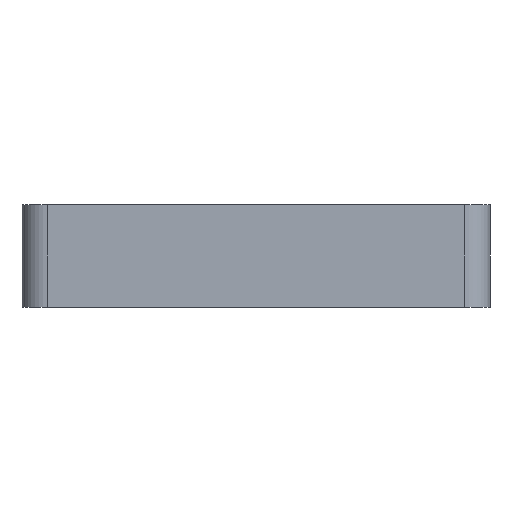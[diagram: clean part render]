
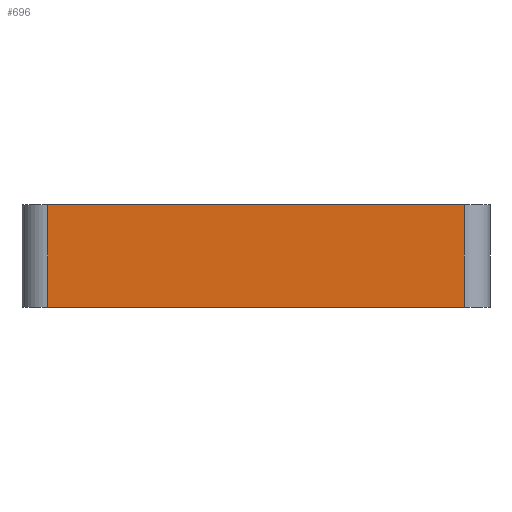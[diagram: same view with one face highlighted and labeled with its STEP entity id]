
A CAD part, left-side view. The second image highlights one B-rep face of the part: STEP entity #696.
In plain terms, the highlighted planar face has unit normal (-1, 0, 0).
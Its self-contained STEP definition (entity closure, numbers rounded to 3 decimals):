
#29 = LINE ( 'NONE', #1308, #1429 ) ;
#47 = CARTESIAN_POINT ( 'NONE',  ( -70., -24.5, 12. ) ) ;
#96 = ORIENTED_EDGE ( 'NONE', *, *, #624, .T. ) ;
#244 = EDGE_LOOP ( 'NONE', ( #96, #433, #1263, #1694 ) ) ;
#291 = LINE ( 'NONE', #1635, #1358 ) ;
#306 = VECTOR ( 'NONE', #753, 1000. ) ;
#312 = VECTOR ( 'NONE', #1503, 1000. ) ;
#433 = ORIENTED_EDGE ( 'NONE', *, *, #940, .T. ) ;
#610 = DIRECTION ( 'NONE',  ( 0., -1., 0. ) ) ;
#612 = CARTESIAN_POINT ( 'NONE',  ( -70., -27.5, 12. ) ) ;
#624 = EDGE_CURVE ( 'NONE', #754, #1013, #29, .T. ) ;
#625 = CARTESIAN_POINT ( 'NONE',  ( -70., -24.5, 12. ) ) ;
#630 = EDGE_CURVE ( 'NONE', #943, #976, #683, .T. ) ;
#678 = LINE ( 'NONE', #47, #306 ) ;
#683 = LINE ( 'NONE', #1761, #312 ) ;
#696 = ADVANCED_FACE ( 'NONE', ( #1703 ), #1443, .F. ) ;
#748 = DIRECTION ( 'NONE',  ( 0., 0., -1. ) ) ;
#753 = DIRECTION ( 'NONE',  ( 0., 0., 1. ) ) ;
#754 = VERTEX_POINT ( 'NONE', #1465 ) ;
#820 = CARTESIAN_POINT ( 'NONE',  ( -70., -24.5, 0. ) ) ;
#939 = DIRECTION ( 'NONE',  ( 0., 0., -1. ) ) ;
#940 = EDGE_CURVE ( 'NONE', #1013, #976, #678, .T. ) ;
#943 = VERTEX_POINT ( 'NONE', #1162 ) ;
#976 = VERTEX_POINT ( 'NONE', #625 ) ;
#1013 = VERTEX_POINT ( 'NONE', #820 ) ;
#1115 = AXIS2_PLACEMENT_3D ( 'NONE', #612, #1588, #748 ) ;
#1162 = CARTESIAN_POINT ( 'NONE',  ( -70., 24.5, 12. ) ) ;
#1263 = ORIENTED_EDGE ( 'NONE', *, *, #630, .F. ) ;
#1308 = CARTESIAN_POINT ( 'NONE',  ( -70., -27.5, 0. ) ) ;
#1358 = VECTOR ( 'NONE', #939, 1000. ) ;
#1429 = VECTOR ( 'NONE', #610, 1000. ) ;
#1443 = PLANE ( 'NONE',  #1115 ) ;
#1465 = CARTESIAN_POINT ( 'NONE',  ( -70., 24.5, 0. ) ) ;
#1503 = DIRECTION ( 'NONE',  ( 0., -1., 0. ) ) ;
#1505 = EDGE_CURVE ( 'NONE', #943, #754, #291, .T. ) ;
#1588 = DIRECTION ( 'NONE',  ( 1., 0., 0. ) ) ;
#1635 = CARTESIAN_POINT ( 'NONE',  ( -70., 24.5, 12. ) ) ;
#1694 = ORIENTED_EDGE ( 'NONE', *, *, #1505, .T. ) ;
#1703 = FACE_OUTER_BOUND ( 'NONE', #244, .T. ) ;
#1761 = CARTESIAN_POINT ( 'NONE',  ( -70., -27.5, 12. ) ) ;
